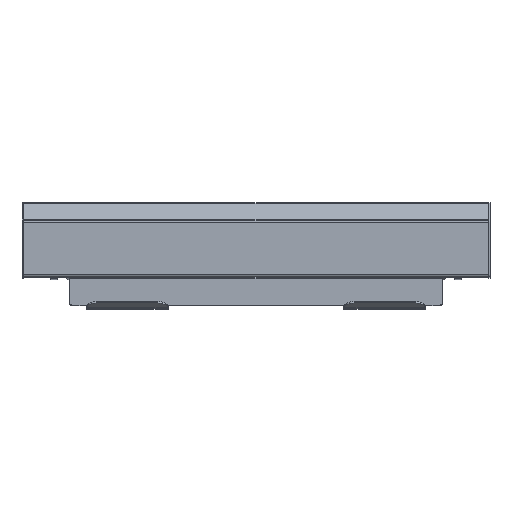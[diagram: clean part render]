
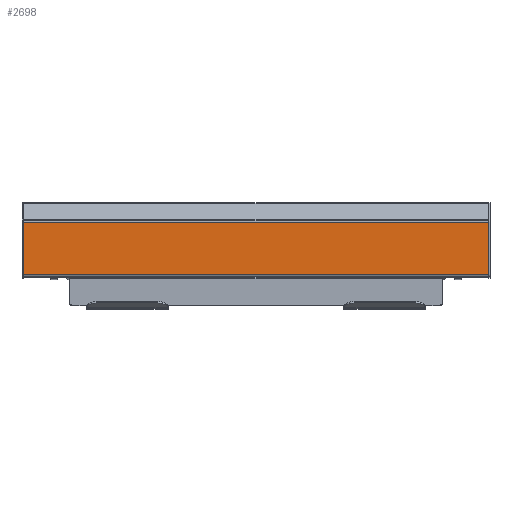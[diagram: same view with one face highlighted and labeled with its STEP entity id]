
A CAD part, top view. The second image highlights one B-rep face of the part: STEP entity #2698.
In plain terms, the highlighted planar face has unit normal (0, 0, 1).
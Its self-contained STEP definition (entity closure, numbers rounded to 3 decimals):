
#184 = ORIENTED_EDGE ( 'NONE', *, *, #10615, .F. ) ;
#333 = EDGE_CURVE ( 'NONE', #7700, #7875, #3313, .T. ) ;
#342 = PLANE ( 'NONE',  #1927 ) ;
#450 = VERTEX_POINT ( 'NONE', #13623 ) ;
#1305 = DIRECTION ( 'NONE',  ( 1., 0., 0. ) ) ;
#1927 = AXIS2_PLACEMENT_3D ( 'NONE', #6529, #12641, #14992 ) ;
#2119 = DIRECTION ( 'NONE',  ( 1., 0., 0. ) ) ;
#2145 = CARTESIAN_POINT ( 'NONE',  ( -227.5, -69.906, 243. ) ) ;
#2698 = ADVANCED_FACE ( 'NONE', ( #6378 ), #342, .T. ) ;
#2977 = ORIENTED_EDGE ( 'NONE', *, *, #9673, .F. ) ;
#2985 = CARTESIAN_POINT ( 'NONE',  ( -227.5, -19.054, 243. ) ) ;
#3074 = CARTESIAN_POINT ( 'NONE',  ( -227.5, -19.054, 243. ) ) ;
#3313 = LINE ( 'NONE', #8322, #8664 ) ;
#3340 = CARTESIAN_POINT ( 'NONE',  ( 227.5, -19.054, 243. ) ) ;
#3501 = DIRECTION ( 'NONE',  ( 0., -1., 0. ) ) ;
#3933 = ORIENTED_EDGE ( 'NONE', *, *, #333, .T. ) ;
#4912 = ORIENTED_EDGE ( 'NONE', *, *, #7996, .T. ) ;
#6378 = FACE_OUTER_BOUND ( 'NONE', #12635, .T. ) ;
#6455 = VECTOR ( 'NONE', #1305, 1000. ) ;
#6529 = CARTESIAN_POINT ( 'NONE',  ( -227.5, -19.054, 243. ) ) ;
#6739 = LINE ( 'NONE', #3074, #13965 ) ;
#7700 = VERTEX_POINT ( 'NONE', #2145 ) ;
#7776 = VECTOR ( 'NONE', #3501, 1000. ) ;
#7875 = VERTEX_POINT ( 'NONE', #13491 ) ;
#7996 = EDGE_CURVE ( 'NONE', #11657, #7700, #6739, .T. ) ;
#8322 = CARTESIAN_POINT ( 'NONE',  ( -227.5, -69.906, 243. ) ) ;
#8664 = VECTOR ( 'NONE', #2119, 1000. ) ;
#9673 = EDGE_CURVE ( 'NONE', #450, #7875, #14199, .T. ) ;
#10615 = EDGE_CURVE ( 'NONE', #11657, #450, #13128, .T. ) ;
#11565 = DIRECTION ( 'NONE',  ( 0., -1., 0. ) ) ;
#11657 = VERTEX_POINT ( 'NONE', #2985 ) ;
#12635 = EDGE_LOOP ( 'NONE', ( #3933, #2977, #184, #4912 ) ) ;
#12641 = DIRECTION ( 'NONE',  ( 0., 0., 1. ) ) ;
#13128 = LINE ( 'NONE', #14386, #6455 ) ;
#13491 = CARTESIAN_POINT ( 'NONE',  ( 227.5, -69.906, 243. ) ) ;
#13623 = CARTESIAN_POINT ( 'NONE',  ( 227.5, -19.054, 243. ) ) ;
#13965 = VECTOR ( 'NONE', #11565, 1000. ) ;
#14199 = LINE ( 'NONE', #3340, #7776 ) ;
#14386 = CARTESIAN_POINT ( 'NONE',  ( -227.5, -19.054, 243. ) ) ;
#14992 = DIRECTION ( 'NONE',  ( 0., -1., 0. ) ) ;
